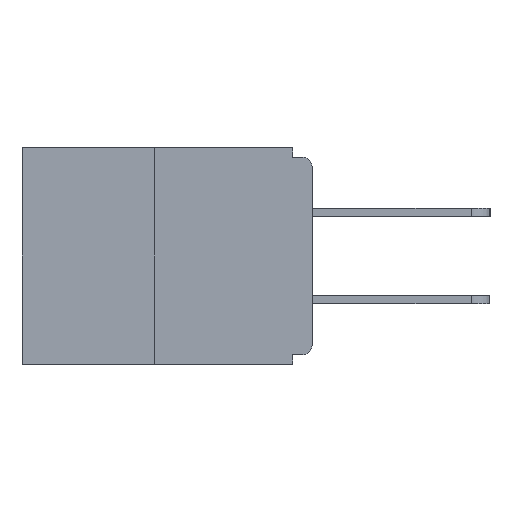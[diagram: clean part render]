
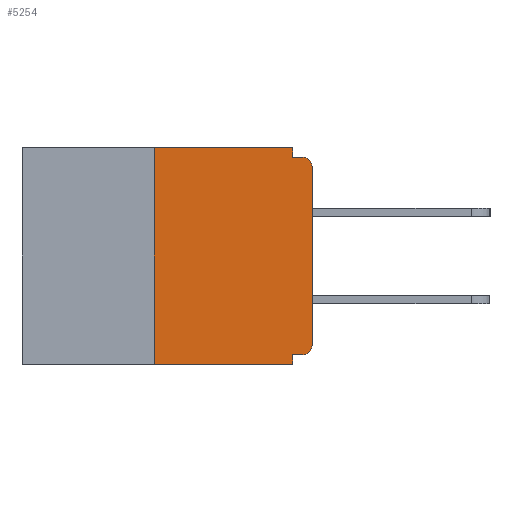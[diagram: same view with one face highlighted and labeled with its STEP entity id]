
A CAD part, left-side view. The second image highlights one B-rep face of the part: STEP entity #5254.
In plain terms, the highlighted planar face has unit normal (-1, 0, 0).
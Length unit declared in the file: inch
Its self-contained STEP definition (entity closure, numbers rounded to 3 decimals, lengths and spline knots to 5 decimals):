
#114 = VERTEX_POINT ( 'NONE', #9047 ) ;
#180 = CIRCLE ( 'NONE', #10093, 0.015 ) ;
#374 = CARTESIAN_POINT ( 'NONE',  ( 0., 0.031, -0.328 ) ) ;
#514 = CARTESIAN_POINT ( 'NONE',  ( 0., 0.031, 0. ) ) ;
#576 = VERTEX_POINT ( 'NONE', #10504 ) ;
#761 = DIRECTION ( 'NONE',  ( 1., 0., 0. ) ) ;
#765 = ORIENTED_EDGE ( 'NONE', *, *, #7522, .F. ) ;
#876 = DIRECTION ( 'NONE',  ( 0., 0., -1. ) ) ;
#1058 = EDGE_CURVE ( 'NONE', #12700, #5988, #11658, .T. ) ;
#1078 = LINE ( 'NONE', #12823, #3913 ) ;
#1117 = CARTESIAN_POINT ( 'NONE',  ( 0., 0.25, 0. ) ) ;
#1393 = AXIS2_PLACEMENT_3D ( 'NONE', #12685, #3672, #5048 ) ;
#1650 = DIRECTION ( 'NONE',  ( 0., -1., 0. ) ) ;
#2026 = CARTESIAN_POINT ( 'NONE',  ( 0., 0.46, -0.343 ) ) ;
#2101 = CARTESIAN_POINT ( 'NONE',  ( 0., 0., -0.03 ) ) ;
#2310 = DIRECTION ( 'NONE',  ( 0., 0., 1. ) ) ;
#2378 = CARTESIAN_POINT ( 'NONE',  ( 0., 0., 0. ) ) ;
#2590 = VERTEX_POINT ( 'NONE', #12017 ) ;
#2956 = VECTOR ( 'NONE', #2310, 39.37008 ) ;
#3216 = CARTESIAN_POINT ( 'NONE',  ( 0., 0.015, -0.313 ) ) ;
#3231 = DIRECTION ( 'NONE',  ( 0., -1., 0. ) ) ;
#3672 = DIRECTION ( 'NONE',  ( -1., 0., 0. ) ) ;
#3817 = CARTESIAN_POINT ( 'NONE',  ( 0., 0.46, 0. ) ) ;
#3882 = DIRECTION ( 'NONE',  ( 0., 0., -1. ) ) ;
#3913 = VECTOR ( 'NONE', #7357, 39.37008 ) ;
#3938 = CARTESIAN_POINT ( 'NONE',  ( 0., 0.46, 0. ) ) ;
#4432 = ORIENTED_EDGE ( 'NONE', *, *, #8106, .F. ) ;
#4718 = ORIENTED_EDGE ( 'NONE', *, *, #13551, .T. ) ;
#5044 = CARTESIAN_POINT ( 'NONE',  ( 0., 0.031, -0.343 ) ) ;
#5048 = DIRECTION ( 'NONE',  ( 0., 0., -1. ) ) ;
#5254 = ADVANCED_FACE ( 'NONE', ( #13995 ), #8520, .F. ) ;
#5348 = ORIENTED_EDGE ( 'NONE', *, *, #1058, .F. ) ;
#5422 = VERTEX_POINT ( 'NONE', #2101 ) ;
#5684 = EDGE_CURVE ( 'NONE', #5988, #10258, #9514, .T. ) ;
#5750 = VECTOR ( 'NONE', #7339, 39.37008 ) ;
#5803 = EDGE_CURVE ( 'NONE', #114, #9136, #180, .T. ) ;
#5988 = VERTEX_POINT ( 'NONE', #514 ) ;
#6004 = CARTESIAN_POINT ( 'NONE',  ( 0., 0., -0.328 ) ) ;
#6008 = ORIENTED_EDGE ( 'NONE', *, *, #5684, .F. ) ;
#6201 = LINE ( 'NONE', #5044, #6370 ) ;
#6370 = VECTOR ( 'NONE', #13912, 39.37008 ) ;
#6552 = EDGE_LOOP ( 'NONE', ( #5348, #11982, #12335, #4432, #765, #13043, #12097, #4718, #12526, #6008 ) ) ;
#6563 = VECTOR ( 'NONE', #1650, 39.37008 ) ;
#6779 = LINE ( 'NONE', #2378, #2956 ) ;
#6800 = CARTESIAN_POINT ( 'NONE',  ( 0., 0., -0.313 ) ) ;
#6948 = CARTESIAN_POINT ( 'NONE',  ( 0., 0.031, -0.015 ) ) ;
#7072 = DIRECTION ( 'NONE',  ( 0., 1., 0. ) ) ;
#7339 = DIRECTION ( 'NONE',  ( 0., 0., 1. ) ) ;
#7357 = DIRECTION ( 'NONE',  ( 0., -1., 0. ) ) ;
#7522 = EDGE_CURVE ( 'NONE', #114, #8447, #8097, .T. ) ;
#7825 = CIRCLE ( 'NONE', #1393, 0.015 ) ;
#8088 = CARTESIAN_POINT ( 'NONE',  ( 0., 0.25, 0. ) ) ;
#8097 = LINE ( 'NONE', #6004, #12617 ) ;
#8106 = EDGE_CURVE ( 'NONE', #8447, #2590, #6201, .T. ) ;
#8141 = CARTESIAN_POINT ( 'NONE',  ( 0., 0.015, -0.015 ) ) ;
#8447 = VERTEX_POINT ( 'NONE', #374 ) ;
#8520 = PLANE ( 'NONE',  #13053 ) ;
#9047 = CARTESIAN_POINT ( 'NONE',  ( 0., 0.015, -0.328 ) ) ;
#9136 = VERTEX_POINT ( 'NONE', #6800 ) ;
#9502 = LINE ( 'NONE', #1117, #5750 ) ;
#9514 = LINE ( 'NONE', #13911, #14199 ) ;
#9747 = EDGE_CURVE ( 'NONE', #576, #2590, #10748, .T. ) ;
#10093 = AXIS2_PLACEMENT_3D ( 'NONE', #3216, #13978, #876 ) ;
#10258 = VERTEX_POINT ( 'NONE', #6948 ) ;
#10504 = CARTESIAN_POINT ( 'NONE',  ( 0., 0.25, -0.343 ) ) ;
#10748 = LINE ( 'NONE', #2026, #13057 ) ;
#11658 = LINE ( 'NONE', #3938, #6563 ) ;
#11831 = VERTEX_POINT ( 'NONE', #8141 ) ;
#11982 = ORIENTED_EDGE ( 'NONE', *, *, #12922, .F. ) ;
#12017 = CARTESIAN_POINT ( 'NONE',  ( 0., 0.031, -0.343 ) ) ;
#12097 = ORIENTED_EDGE ( 'NONE', *, *, #12568, .T. ) ;
#12335 = ORIENTED_EDGE ( 'NONE', *, *, #9747, .T. ) ;
#12526 = ORIENTED_EDGE ( 'NONE', *, *, #13751, .F. ) ;
#12568 = EDGE_CURVE ( 'NONE', #9136, #5422, #6779, .T. ) ;
#12617 = VECTOR ( 'NONE', #7072, 39.37008 ) ;
#12685 = CARTESIAN_POINT ( 'NONE',  ( 0., 0.015, -0.03 ) ) ;
#12700 = VERTEX_POINT ( 'NONE', #8088 ) ;
#12762 = DIRECTION ( 'NONE',  ( 0., 0., -1. ) ) ;
#12823 = CARTESIAN_POINT ( 'NONE',  ( 0., 0., -0.015 ) ) ;
#12922 = EDGE_CURVE ( 'NONE', #576, #12700, #9502, .T. ) ;
#13043 = ORIENTED_EDGE ( 'NONE', *, *, #5803, .T. ) ;
#13053 = AXIS2_PLACEMENT_3D ( 'NONE', #3817, #761, #12762 ) ;
#13057 = VECTOR ( 'NONE', #3231, 39.37008 ) ;
#13551 = EDGE_CURVE ( 'NONE', #5422, #11831, #7825, .T. ) ;
#13751 = EDGE_CURVE ( 'NONE', #10258, #11831, #1078, .T. ) ;
#13911 = CARTESIAN_POINT ( 'NONE',  ( 0., 0.031, 0. ) ) ;
#13912 = DIRECTION ( 'NONE',  ( 0., 0., -1. ) ) ;
#13978 = DIRECTION ( 'NONE',  ( -1., 0., 0. ) ) ;
#13995 = FACE_OUTER_BOUND ( 'NONE', #6552, .T. ) ;
#14199 = VECTOR ( 'NONE', #3882, 39.37008 ) ;
